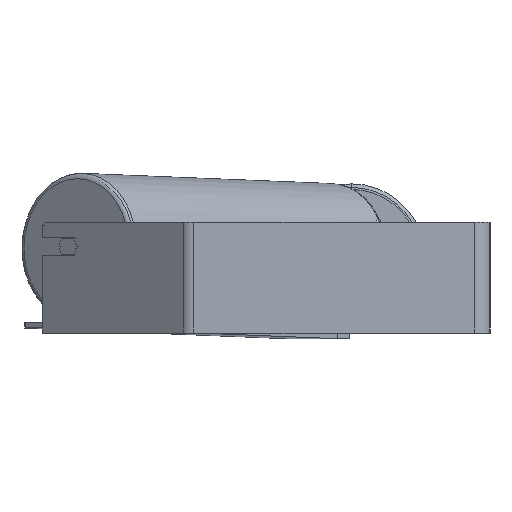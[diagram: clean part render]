
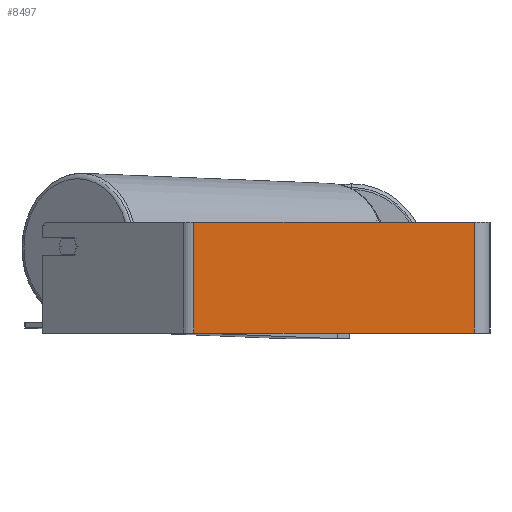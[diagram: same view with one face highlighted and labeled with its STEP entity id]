
A CAD part, left-side view. The second image highlights one B-rep face of the part: STEP entity #8497.
In plain terms, the highlighted planar face has unit normal (-1, 0, 0).
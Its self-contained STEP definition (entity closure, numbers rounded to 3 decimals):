
#202 = DIRECTION ( 'NONE',  ( 1., 0., 0. ) ) ;
#282 = FACE_OUTER_BOUND ( 'NONE', #1990, .T. ) ;
#751 = AXIS2_PLACEMENT_3D ( 'NONE', #2228, #202, #8579 ) ;
#1002 = EDGE_CURVE ( 'NONE', #7790, #2538, #7639, .T. ) ;
#1075 = VECTOR ( 'NONE', #3911, 1000. ) ;
#1690 = VERTEX_POINT ( 'NONE', #3104 ) ;
#1691 = ORIENTED_EDGE ( 'NONE', *, *, #2069, .T. ) ;
#1990 = EDGE_LOOP ( 'NONE', ( #1691, #8626, #7346, #3862 ) ) ;
#2069 = EDGE_CURVE ( 'NONE', #2538, #2295, #5965, .T. ) ;
#2228 = CARTESIAN_POINT ( 'NONE',  ( -605., 272.194, 50. ) ) ;
#2295 = VERTEX_POINT ( 'NONE', #4963 ) ;
#2348 = CARTESIAN_POINT ( 'NONE',  ( -605., 272.194, -50. ) ) ;
#2419 = LINE ( 'NONE', #8095, #8630 ) ;
#2538 = VERTEX_POINT ( 'NONE', #4772 ) ;
#2984 = PLANE ( 'NONE',  #751 ) ;
#3104 = CARTESIAN_POINT ( 'NONE',  ( -605., 14., 50. ) ) ;
#3543 = CARTESIAN_POINT ( 'NONE',  ( -605., 267.098, 50. ) ) ;
#3862 = ORIENTED_EDGE ( 'NONE', *, *, #1002, .T. ) ;
#3911 = DIRECTION ( 'NONE',  ( 0., -1., 0. ) ) ;
#4109 = EDGE_CURVE ( 'NONE', #7790, #1690, #7448, .T. ) ;
#4136 = DIRECTION ( 'NONE',  ( 0., 0., -1. ) ) ;
#4772 = CARTESIAN_POINT ( 'NONE',  ( -605., 267.098, -50. ) ) ;
#4963 = CARTESIAN_POINT ( 'NONE',  ( -605., 14., -50. ) ) ;
#5965 = LINE ( 'NONE', #2348, #1075 ) ;
#6040 = DIRECTION ( 'NONE',  ( 0., 0., -1. ) ) ;
#6345 = VECTOR ( 'NONE', #4136, 1000. ) ;
#6522 = CARTESIAN_POINT ( 'NONE',  ( -605., 267.098, 50. ) ) ;
#6771 = CARTESIAN_POINT ( 'NONE',  ( -605., 272.194, 50. ) ) ;
#6969 = EDGE_CURVE ( 'NONE', #1690, #2295, #2419, .T. ) ;
#7346 = ORIENTED_EDGE ( 'NONE', *, *, #4109, .F. ) ;
#7448 = LINE ( 'NONE', #6771, #8590 ) ;
#7639 = LINE ( 'NONE', #3543, #6345 ) ;
#7790 = VERTEX_POINT ( 'NONE', #6522 ) ;
#8095 = CARTESIAN_POINT ( 'NONE',  ( -605., 14., 50. ) ) ;
#8270 = DIRECTION ( 'NONE',  ( 0., -1., 0. ) ) ;
#8497 = ADVANCED_FACE ( 'NONE', ( #282 ), #2984, .F. ) ;
#8579 = DIRECTION ( 'NONE',  ( 0., 0., -1. ) ) ;
#8590 = VECTOR ( 'NONE', #8270, 1000. ) ;
#8626 = ORIENTED_EDGE ( 'NONE', *, *, #6969, .F. ) ;
#8630 = VECTOR ( 'NONE', #6040, 1000. ) ;
